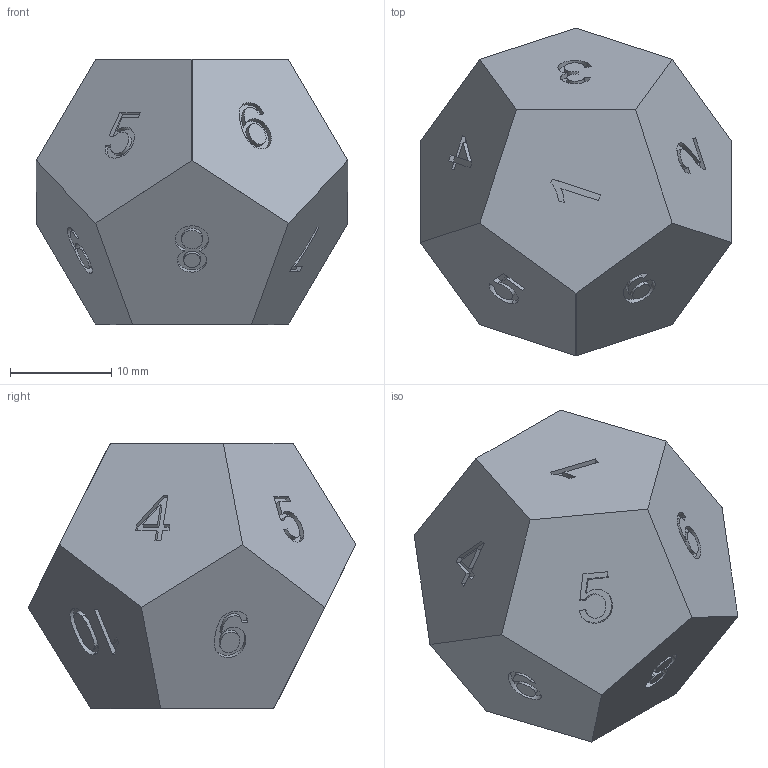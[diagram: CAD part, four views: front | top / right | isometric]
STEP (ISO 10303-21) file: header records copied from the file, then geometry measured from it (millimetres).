
FILE_DESCRIPTION(('HOOPS Exchange Step'),'2;1');
FILE_NAME('temp_export','2024-08-03T14:18:01+08:00',('sharma21'),('Shapr3D Limited'),'HOOPS Exchange 2024.2','Shapr3D','Authorized');
FILE_SCHEMA( ('AUTOMOTIVE_DESIGN { 1 0 10303 214 1 1 1 1 }') );
Length unit declared in the file: millimetre
Products named in the file (1): root
Bounding box: 30.78 x 32.36 x 26.18 mm (x, y, z)
Volume: 12406.4 mm3; surface area: 8434.3 mm2
Topology: 12 solids, 12 shells, 209 faces, 468 edges, 304 vertices
Faces by surface type: plane 157, bspline 52
Entity records: 7907 total; most frequent: CARTESIAN_POINT 3590, ORIENTED_EDGE 936, DIRECTION 680, EDGE_CURVE 468, VECTOR 364, LINE 364, VERTEX_POINT 304, EDGE_LOOP 230
